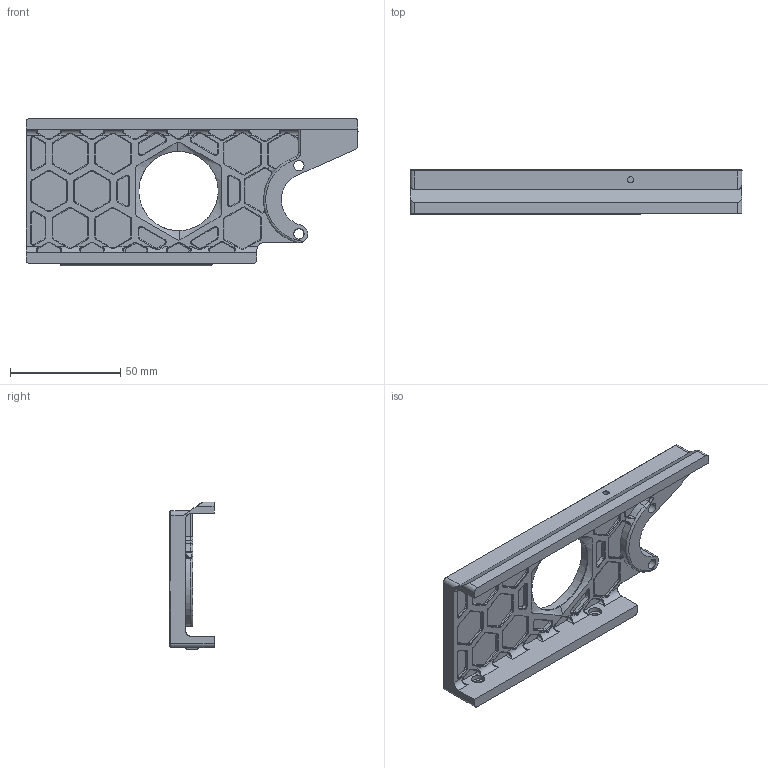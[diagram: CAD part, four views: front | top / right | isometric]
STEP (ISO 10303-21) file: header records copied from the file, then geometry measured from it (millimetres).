
FILE_DESCRIPTION (( 'STEP AP214' ), '1' );
FILE_NAME ('350 (knomi).STEP', '2024-04-24T02:26:51', ( 'Windows User' ), ( 'P R C' ), 'SwSTEP 2.0', 'SolidWorks 2023', '' );
FILE_SCHEMA (( 'AUTOMOTIVE_DESIGN' ));
Length unit declared in the file: millimetre
Products named in the file (1): 350 (knomi)
Bounding box: 150.5 x 20 x 67 mm (x, y, z)
Volume: 57941.5 mm3; surface area: 34184.1 mm2
Topology: 24 solids, 25 shells, 986 faces, 2465 edges, 1523 vertices
Faces by surface type: cylinder 436, plane 350, bspline 95, torus 93, cone 12
Entity records: 33435 total; most frequent: CARTESIAN_POINT 10052, DIRECTION 4884, ORIENTED_EDGE 4884, EDGE_CURVE 2442, AXIS2_PLACEMENT_3D 1821, VERTEX_POINT 1523, LINE 1242, VECTOR 1242
